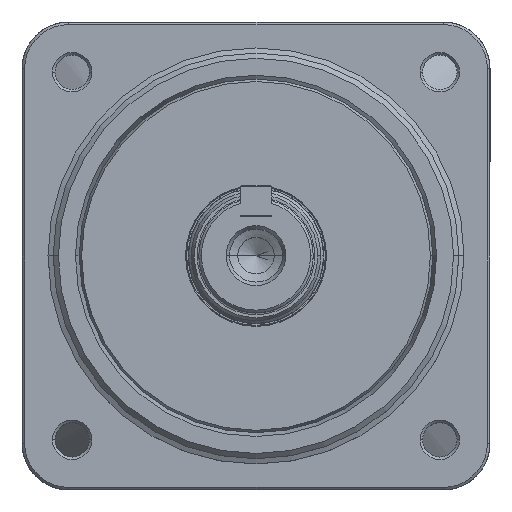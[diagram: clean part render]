
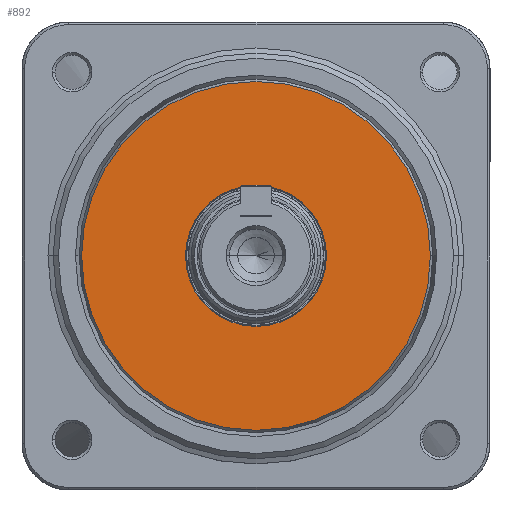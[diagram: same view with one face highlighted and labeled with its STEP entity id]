
A CAD part, top view. The second image highlights one B-rep face of the part: STEP entity #892.
In plain terms, the highlighted planar face has unit normal (0, 0, 1).
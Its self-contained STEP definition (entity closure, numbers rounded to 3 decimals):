
#597 = AXIS2_PLACEMENT_3D ( 'NONE', #14885, #20014, #14940 ) ;
#892 = ADVANCED_FACE ( 'NONE', ( #17350, #2908 ), #4840, .T. ) ;
#1390 = CARTESIAN_POINT ( 'NONE',  ( -13.553, 0., 11. ) ) ;
#1662 = EDGE_LOOP ( 'NONE', ( #10831, #10440 ) ) ;
#1982 = EDGE_CURVE ( 'NONE', #4618, #14034, #20282, .T. ) ;
#2530 = ORIENTED_EDGE ( 'NONE', *, *, #1982, .T. ) ;
#2908 = FACE_OUTER_BOUND ( 'NONE', #1662, .T. ) ;
#3529 = DIRECTION ( 'NONE',  ( 0., 0., 1. ) ) ;
#3985 = CARTESIAN_POINT ( 'NONE',  ( 0., 0., 11. ) ) ;
#4167 = AXIS2_PLACEMENT_3D ( 'NONE', #3985, #19734, #5766 ) ;
#4618 = VERTEX_POINT ( 'NONE', #20501 ) ;
#4840 = PLANE ( 'NONE',  #6060 ) ;
#5720 = DIRECTION ( 'NONE',  ( 0., 0., 1. ) ) ;
#5766 = DIRECTION ( 'NONE',  ( 1., 0., 0. ) ) ;
#6060 = AXIS2_PLACEMENT_3D ( 'NONE', #13985, #3529, #20873 ) ;
#7521 = CIRCLE ( 'NONE', #15948, 33.538 ) ;
#8072 = VERTEX_POINT ( 'NONE', #21043 ) ;
#8139 = CIRCLE ( 'NONE', #19071, 33.538 ) ;
#9083 = CARTESIAN_POINT ( 'NONE',  ( 33.538, 0., 11. ) ) ;
#9375 = ORIENTED_EDGE ( 'NONE', *, *, #16925, .T. ) ;
#10440 = ORIENTED_EDGE ( 'NONE', *, *, #20057, .T. ) ;
#10443 = CARTESIAN_POINT ( 'NONE',  ( 0., 0., 11. ) ) ;
#10672 = VERTEX_POINT ( 'NONE', #9083 ) ;
#10683 = DIRECTION ( 'NONE',  ( 0., 0., 1. ) ) ;
#10831 = ORIENTED_EDGE ( 'NONE', *, *, #22016, .T. ) ;
#12571 = DIRECTION ( 'NONE',  ( 1., 0., 0. ) ) ;
#12798 = CIRCLE ( 'NONE', #597, 13.553 ) ;
#13985 = CARTESIAN_POINT ( 'NONE',  ( 0., 23.075, 11. ) ) ;
#14016 = EDGE_LOOP ( 'NONE', ( #2530, #9375 ) ) ;
#14034 = VERTEX_POINT ( 'NONE', #1390 ) ;
#14089 = DIRECTION ( 'NONE',  ( 1., 0., 0. ) ) ;
#14885 = CARTESIAN_POINT ( 'NONE',  ( 0., 0., 11. ) ) ;
#14940 = DIRECTION ( 'NONE',  ( 1., 0., 0. ) ) ;
#15948 = AXIS2_PLACEMENT_3D ( 'NONE', #10443, #10683, #14089 ) ;
#16047 = CARTESIAN_POINT ( 'NONE',  ( 0., 0., 11. ) ) ;
#16925 = EDGE_CURVE ( 'NONE', #14034, #4618, #12798, .T. ) ;
#17350 = FACE_BOUND ( 'NONE', #14016, .T. ) ;
#19071 = AXIS2_PLACEMENT_3D ( 'NONE', #16047, #5720, #12571 ) ;
#19734 = DIRECTION ( 'NONE',  ( 0., 0., -1. ) ) ;
#20014 = DIRECTION ( 'NONE',  ( 0., 0., -1. ) ) ;
#20057 = EDGE_CURVE ( 'NONE', #10672, #8072, #7521, .T. ) ;
#20282 = CIRCLE ( 'NONE', #4167, 13.553 ) ;
#20501 = CARTESIAN_POINT ( 'NONE',  ( 13.553, 0., 11. ) ) ;
#20873 = DIRECTION ( 'NONE',  ( 1., 0., 0. ) ) ;
#21043 = CARTESIAN_POINT ( 'NONE',  ( -33.538, 0., 11. ) ) ;
#22016 = EDGE_CURVE ( 'NONE', #8072, #10672, #8139, .T. ) ;
